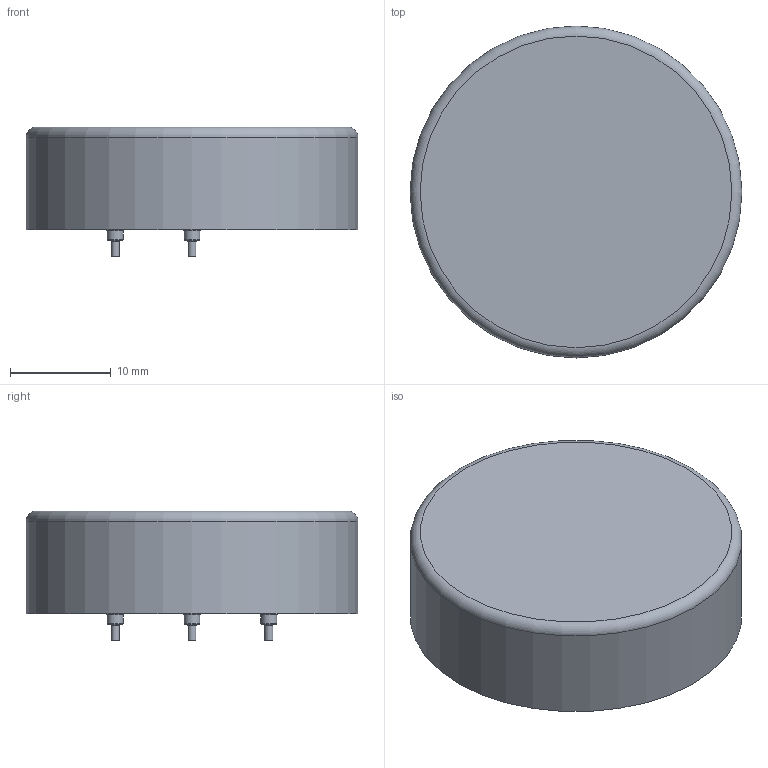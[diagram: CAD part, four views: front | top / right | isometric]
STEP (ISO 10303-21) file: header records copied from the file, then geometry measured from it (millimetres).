
FILE_DESCRIPTION(('FreeCAD Model'),'2;1');
FILE_NAME( 'Body_sp.step', '2020-07-07T11:27:14',('kicad StepUp'),('ksu MCAD'), 'Open CASCADE STEP processor 7.3','FreeCAD','Unknown');
FILE_SCHEMA(('AUTOMOTIVE_DESIGN { 1 0 10303 214 1 1 1 1 }'));
Length unit declared in the file: millimetre
Products named in the file (1): Body_sp
Bounding box: 32.9 x 32.9 x 12.89 mm (x, y, z)
Volume: 8645.5 mm3; surface area: 2734.5 mm2
Topology: 1 solids, 1 shells, 25 faces, 41 edges, 24 vertices
Faces by surface type: torus 10, plane 8, cylinder 7
Full cylindrical faces by diameter (mm): 0.785 x3, 1.57 x3, 32.9 x1
Entity records: 1132 total; most frequent: CARTESIAN_POINT 211, DIRECTION 186, ORIENTED_EDGE 82, PCURVE 82, DEFINITIONAL_REPRESENTATION 82, AXIS2_PLACEMENT_3D 60, LINE 55, VECTOR 55
